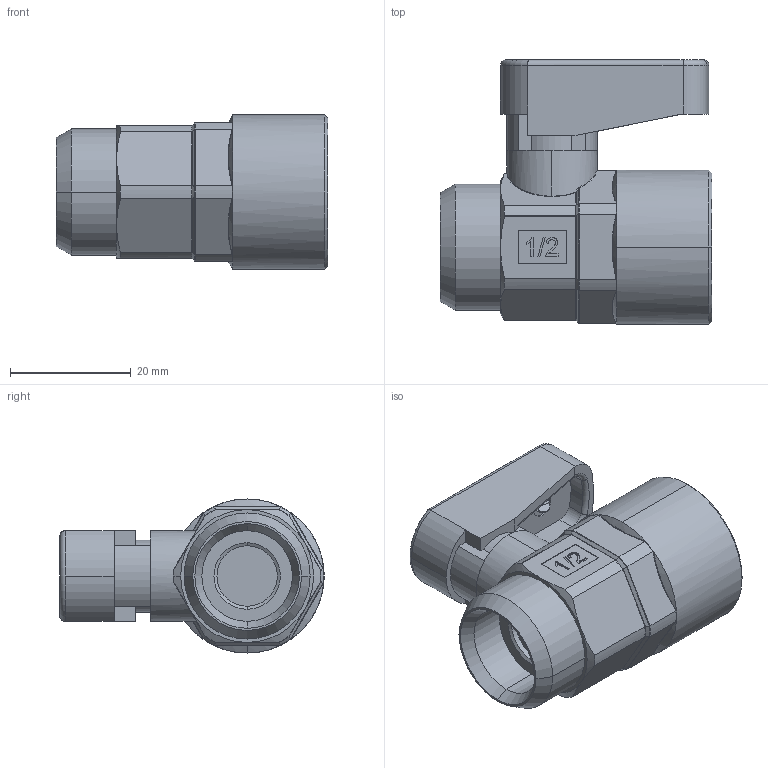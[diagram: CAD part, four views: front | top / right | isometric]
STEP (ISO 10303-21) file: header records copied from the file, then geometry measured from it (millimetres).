
FILE_DESCRIPTION (( 'STEP AP214' ), '1' );
FILE_NAME ('GHI06410-G04-G04.STEP', '2018-09-03T13:13:54', ( '' ), ( '' ), 'SwSTEP 2.0', 'SolidWorks 2018', '' );
FILE_SCHEMA (( 'AUTOMOTIVE_DESIGN' ));
Length unit declared in the file: millimetre
Products named in the file (1): GHI06410-G04-G04
Bounding box: 45 x 43.75 x 25.5 mm (x, y, z)
Volume: 20435.7 mm3; surface area: 8246.6 mm2
Topology: 2 solids, 10 shells, 640 faces, 1640 edges, 1045 vertices
Faces by surface type: plane 276, bspline 170, cylinder 104, torus 45, cone 41, sphere 4
Entity records: 29072 total; most frequent: CARTESIAN_POINT 12335, ORIENTED_EDGE 3270, DIRECTION 2423, EDGE_CURVE 1635, VERTEX_POINT 1045, VECTOR 833, LINE 833, AXIS2_PLACEMENT_3D 795
